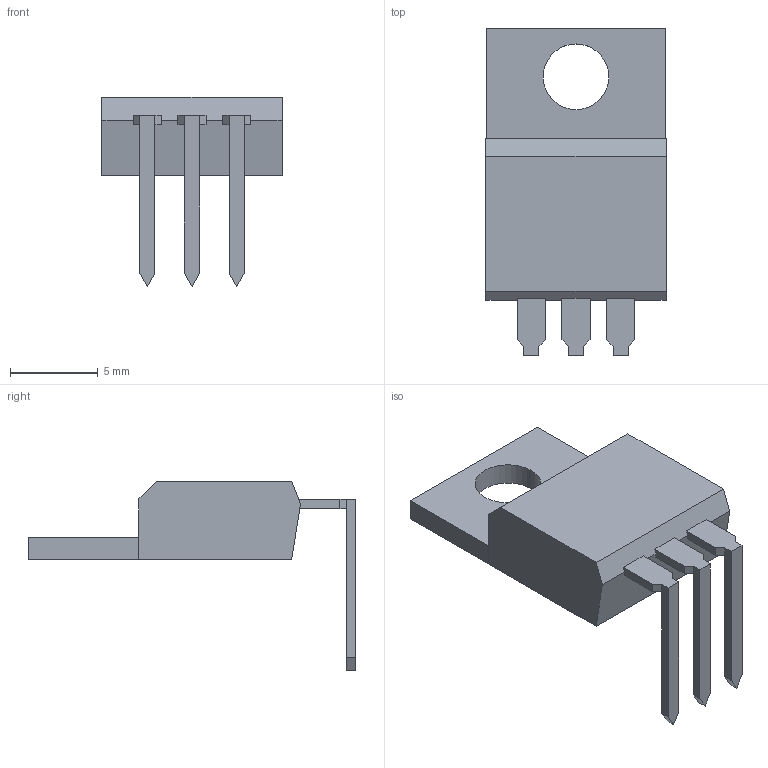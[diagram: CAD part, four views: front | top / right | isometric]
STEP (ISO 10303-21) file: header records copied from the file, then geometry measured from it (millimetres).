
FILE_DESCRIPTION(/* description */ (''),/* implementation_level */ '2;1');
FILE_NAME(/* name */ 'TO-220.step',/* time_stamp */ '2023-06-10T18:13:45+02:00',/* author */ (''),/* organization */ (''),/* preprocessor_version */ 'ST-DEVELOPER v19.2',/* originating_system */ 'Autodesk Translation Framework v12.6.0.85',/* authorisation */ '');
FILE_SCHEMA (('AUTOMOTIVE_DESIGN { 1 0 10303 214 3 1 1 }'));
Length unit declared in the file: millimetre
Products named in the file (1): TO-220-3_Horizontal_TabDown
Bounding box: 10.25 x 18.64 x 10.78 mm (x, y, z)
Volume: 490 mm3; surface area: 591.7 mm2
Topology: 1 solids, 1 shells, 52 faces, 145 edges, 95 vertices
Faces by surface type: plane 51, cylinder 1
Full cylindrical faces by diameter (mm): 3.735 x1
Entity records: 1734 total; most frequent: CARTESIAN_POINT 293, ORIENTED_EDGE 290, DIRECTION 253, EDGE_CURVE 145, LINE 143, VECTOR 143, VERTEX_POINT 95, AXIS2_PLACEMENT_3D 55
